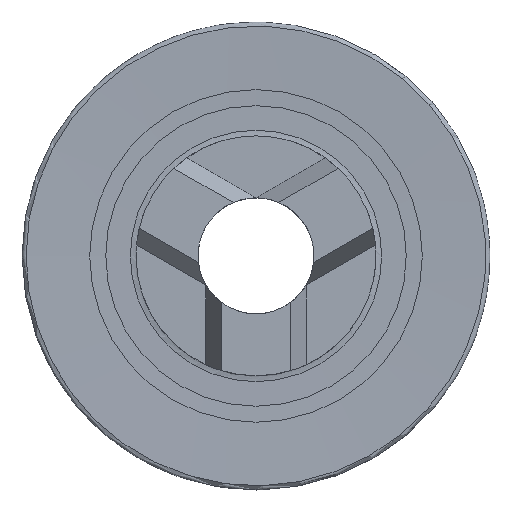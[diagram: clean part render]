
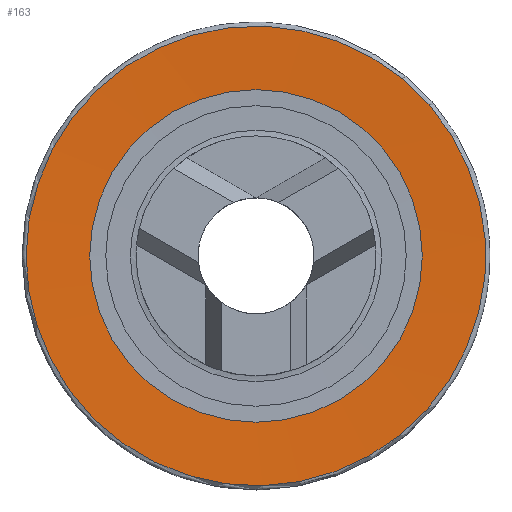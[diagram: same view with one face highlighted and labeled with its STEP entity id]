
A CAD part, top view. The second image highlights one B-rep face of the part: STEP entity #163.
In plain terms, the highlighted conical face has half-angle 88.3 degrees and reference radius 5.748 mm.
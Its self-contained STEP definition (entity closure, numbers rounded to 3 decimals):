
#68=B_SPLINE_CURVE_WITH_KNOTS('',3,(#906,#907,#908,#909,#910,#911,#912,
#913,#914,#915,#916,#917,#918,#919,#920,#921,#922,#923),.UNSPECIFIED.,.T.,
 .F.,(2,2,2,2,2,2,2,2,2,2,2),(-0.125,0.,0.125,0.25,0.375,0.5,0.625,0.75,
0.875,1.,1.125),.UNSPECIFIED.);
#72=CONICAL_SURFACE('',#571,5.749,88.3);
#100=FACE_BOUND('',#228,.T.);
#101=FACE_BOUND('',#229,.T.);
#134=CIRCLE('',#570,4.159);
#163=ADVANCED_FACE('',(#100,#101),#72,.F.);
#228=EDGE_LOOP('',(#334));
#229=EDGE_LOOP('',(#335));
#334=ORIENTED_EDGE('',*,*,#436,.T.);
#335=ORIENTED_EDGE('',*,*,#437,.F.);
#383=VERTEX_POINT('',#905);
#384=VERTEX_POINT('',#924);
#436=EDGE_CURVE('',#383,#383,#134,.T.);
#437=EDGE_CURVE('',#384,#384,#68,.T.);
#570=AXIS2_PLACEMENT_3D('',#904,#682,#683);
#571=AXIS2_PLACEMENT_3D('',#925,#684,#685);
#682=DIRECTION('',(0.,0.,-1.));
#683=DIRECTION('',(-1.,0.,0.));
#684=DIRECTION('',(0.,0.,1.));
#685=DIRECTION('',(1.,0.,0.));
#904=CARTESIAN_POINT('',(0.,0.,-1.837));
#905=CARTESIAN_POINT('',(-4.159,0.,-1.837));
#906=CARTESIAN_POINT('',(-5.749,-1.505,-1.79));
#907=CARTESIAN_POINT('',(-5.749,1.505,-1.79));
#908=CARTESIAN_POINT('',(-5.13,3.001,-1.79));
#909=CARTESIAN_POINT('',(-3.001,5.13,-1.79));
#910=CARTESIAN_POINT('',(-1.505,5.749,-1.79));
#911=CARTESIAN_POINT('',(1.505,5.749,-1.79));
#912=CARTESIAN_POINT('',(3.001,5.13,-1.79));
#913=CARTESIAN_POINT('',(5.13,3.001,-1.79));
#914=CARTESIAN_POINT('',(5.749,1.505,-1.79));
#915=CARTESIAN_POINT('',(5.749,-1.505,-1.79));
#916=CARTESIAN_POINT('',(5.13,-3.001,-1.79));
#917=CARTESIAN_POINT('',(3.001,-5.13,-1.79));
#918=CARTESIAN_POINT('',(1.505,-5.749,-1.79));
#919=CARTESIAN_POINT('',(-1.505,-5.749,-1.79));
#920=CARTESIAN_POINT('',(-3.001,-5.13,-1.79));
#921=CARTESIAN_POINT('',(-5.13,-3.001,-1.79));
#922=CARTESIAN_POINT('',(-5.749,-1.505,-1.79));
#923=CARTESIAN_POINT('',(-5.749,1.505,-1.79));
#924=CARTESIAN_POINT('',(-5.749,0.,-1.79));
#925=CARTESIAN_POINT('',(0.,0.,-1.79));
